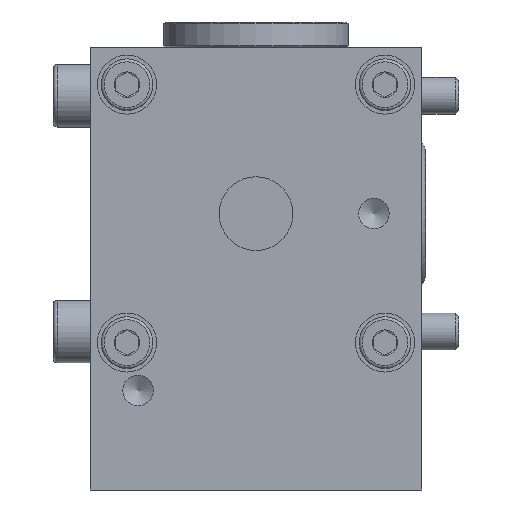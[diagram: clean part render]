
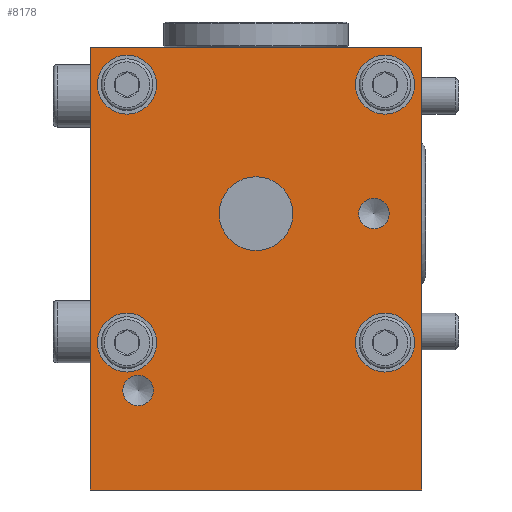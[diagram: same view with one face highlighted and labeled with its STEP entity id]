
A CAD part, left-side view. The second image highlights one B-rep face of the part: STEP entity #8178.
In plain terms, the highlighted planar face has unit normal (-1, 0, 0).
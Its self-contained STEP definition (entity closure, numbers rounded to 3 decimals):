
#442=LINE('',#11510,#752);
#443=LINE('',#11513,#753);
#444=LINE('',#11515,#754);
#445=LINE('',#11517,#755);
#752=VECTOR('',#9694,1000.);
#753=VECTOR('',#9695,1000.);
#754=VECTOR('',#9696,1000.);
#755=VECTOR('',#9697,1000.);
#1357=ORIENTED_EDGE('',*,*,#2558,.T.);
#1358=ORIENTED_EDGE('',*,*,#2559,.T.);
#1359=ORIENTED_EDGE('',*,*,#2560,.F.);
#1360=ORIENTED_EDGE('',*,*,#2561,.F.);
#1361=ORIENTED_EDGE('',*,*,#2562,.F.);
#1362=ORIENTED_EDGE('',*,*,#2557,.T.);
#1363=ORIENTED_EDGE('',*,*,#2563,.F.);
#1364=ORIENTED_EDGE('',*,*,#2564,.F.);
#1365=ORIENTED_EDGE('',*,*,#2565,.F.);
#1366=ORIENTED_EDGE('',*,*,#2566,.T.);
#1367=ORIENTED_EDGE('',*,*,#2567,.T.);
#2557=EDGE_CURVE('',#3205,#3205,#3685,.T.);
#2558=EDGE_CURVE('',#3206,#3207,#442,.T.);
#2559=EDGE_CURVE('',#3207,#3208,#443,.T.);
#2560=EDGE_CURVE('',#3209,#3208,#444,.T.);
#2561=EDGE_CURVE('',#3206,#3209,#445,.T.);
#2562=EDGE_CURVE('',#3210,#3210,#3686,.T.);
#2563=EDGE_CURVE('',#3211,#3211,#3687,.T.);
#2564=EDGE_CURVE('',#3212,#3212,#3688,.T.);
#2565=EDGE_CURVE('',#3213,#3213,#3689,.T.);
#2566=EDGE_CURVE('',#3214,#3214,#3690,.T.);
#2567=EDGE_CURVE('',#3215,#3215,#3691,.T.);
#3205=VERTEX_POINT('',#11508);
#3206=VERTEX_POINT('',#11511);
#3207=VERTEX_POINT('',#11512);
#3208=VERTEX_POINT('',#11514);
#3209=VERTEX_POINT('',#11516);
#3210=VERTEX_POINT('',#11519);
#3211=VERTEX_POINT('',#11521);
#3212=VERTEX_POINT('',#11523);
#3213=VERTEX_POINT('',#11525);
#3214=VERTEX_POINT('',#11527);
#3215=VERTEX_POINT('',#11529);
#3685=CIRCLE('',#8695,4.);
#3686=CIRCLE('',#8697,5.);
#3687=CIRCLE('',#8698,4.);
#3688=CIRCLE('',#8699,4.);
#3689=CIRCLE('',#8700,4.);
#3690=CIRCLE('',#8701,2.067);
#3691=CIRCLE('',#8702,2.067);
#4072=EDGE_LOOP('',(#1357,#1358,#1359,#1360));
#4073=EDGE_LOOP('',(#1361));
#4074=EDGE_LOOP('',(#1362));
#4075=EDGE_LOOP('',(#1363));
#4076=EDGE_LOOP('',(#1364));
#4077=EDGE_LOOP('',(#1365));
#4078=EDGE_LOOP('',(#1366));
#4079=EDGE_LOOP('',(#1367));
#4720=FACE_BOUND('',#4072,.T.);
#4721=FACE_BOUND('',#4073,.T.);
#4722=FACE_BOUND('',#4074,.T.);
#4723=FACE_BOUND('',#4075,.T.);
#4724=FACE_BOUND('',#4076,.T.);
#4725=FACE_BOUND('',#4077,.T.);
#4726=FACE_BOUND('',#4078,.T.);
#4727=FACE_BOUND('',#4079,.T.);
#5272=PLANE('',#8696);
#8178=ADVANCED_FACE('',(#4720,#4721,#4722,#4723,#4724,#4725,#4726,#4727),
#5272,.T.);
#8695=AXIS2_PLACEMENT_3D('',#11507,#9690,#9691);
#8696=AXIS2_PLACEMENT_3D('',#11509,#9692,#9693);
#8697=AXIS2_PLACEMENT_3D('',#11518,#9698,#9699);
#8698=AXIS2_PLACEMENT_3D('',#11520,#9700,#9701);
#8699=AXIS2_PLACEMENT_3D('',#11522,#9702,#9703);
#8700=AXIS2_PLACEMENT_3D('',#11524,#9704,#9705);
#8701=AXIS2_PLACEMENT_3D('',#11526,#9706,#9707);
#8702=AXIS2_PLACEMENT_3D('',#11528,#9708,#9709);
#9690=DIRECTION('',(1.,0.,0.));
#9691=DIRECTION('',(0.,0.,-1.));
#9692=DIRECTION('',(-1.,0.,0.));
#9693=DIRECTION('',(0.,-1.,0.));
#9694=DIRECTION('',(0.,1.,0.));
#9695=DIRECTION('',(0.,0.,-1.));
#9696=DIRECTION('',(0.,1.,0.));
#9697=DIRECTION('',(0.,0.,-1.));
#9698=DIRECTION('',(-1.,0.,0.));
#9699=DIRECTION('',(0.,0.,-1.));
#9700=DIRECTION('',(-1.,0.,0.));
#9701=DIRECTION('',(0.,0.,-1.));
#9702=DIRECTION('',(-1.,0.,0.));
#9703=DIRECTION('',(0.,0.,-1.));
#9704=DIRECTION('',(-1.,0.,0.));
#9705=DIRECTION('',(0.,0.,-1.));
#9706=DIRECTION('',(1.,0.,0.));
#9707=DIRECTION('',(0.,0.,-1.));
#9708=DIRECTION('',(1.,0.,0.));
#9709=DIRECTION('',(0.,0.,-1.));
#11507=CARTESIAN_POINT('',(-105.,-17.5,-17.5));
#11508=CARTESIAN_POINT('',(-105.,-17.5,-21.5));
#11509=CARTESIAN_POINT('',(-105.,0.,0.));
#11510=CARTESIAN_POINT('',(-105.,-22.5,22.5));
#11511=CARTESIAN_POINT('',(-105.,-22.5,22.5));
#11512=CARTESIAN_POINT('',(-105.,22.5,22.5));
#11513=CARTESIAN_POINT('',(-105.,22.5,22.5));
#11514=CARTESIAN_POINT('',(-105.,22.5,-37.5));
#11515=CARTESIAN_POINT('',(-105.,-22.5,-37.5));
#11516=CARTESIAN_POINT('',(-105.,-22.5,-37.5));
#11517=CARTESIAN_POINT('',(-105.,-22.5,22.5));
#11518=CARTESIAN_POINT('',(-105.,0.,0.));
#11519=CARTESIAN_POINT('',(-105.,0.,-5.));
#11520=CARTESIAN_POINT('',(-105.,-17.5,17.5));
#11521=CARTESIAN_POINT('',(-105.,-17.5,13.5));
#11522=CARTESIAN_POINT('',(-105.,17.5,17.5));
#11523=CARTESIAN_POINT('',(-105.,17.5,13.5));
#11524=CARTESIAN_POINT('',(-105.,17.5,-17.5));
#11525=CARTESIAN_POINT('',(-105.,17.5,-21.5));
#11526=CARTESIAN_POINT('',(-105.,16.,-24.));
#11527=CARTESIAN_POINT('',(-105.,16.,-26.067));
#11528=CARTESIAN_POINT('',(-105.,-16.,0.));
#11529=CARTESIAN_POINT('',(-105.,-16.,-2.067));
